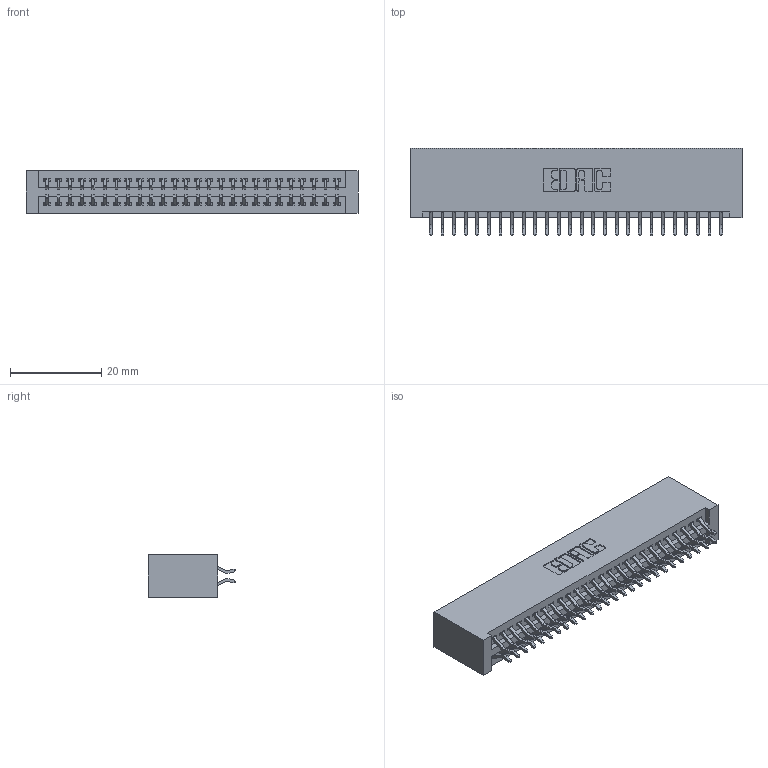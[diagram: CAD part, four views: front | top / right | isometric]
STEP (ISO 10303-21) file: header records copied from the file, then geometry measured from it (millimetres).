
FILE_DESCRIPTION (( 'STEP AP203' ), '1' );
FILE_NAME ('395-052-556-201.STEP', '2018-11-21T01:08:49', ( '' ), ( '' ), 'SwSTEP 2.0', 'SolidWorks 2016', '' );
FILE_SCHEMA (( 'CONFIG_CONTROL_DESIGN' ));
Length unit declared in the file: inch
Products named in the file (3): 345 Part_No Mounting Lugs; 395-052-556-201; 345-292-001_556 Tail
Assembly tree (53 placements, depth 2):
  395-052-556-201
    345 Part_No Mounting Lugs
    345-292-001_556 Tail  x52
Bounding box: 72.64 x 19.24 x 9.4 mm (x, y, z)
Volume: 7522 mm3; surface area: 11066.7 mm2
Topology: 53 solids, 53 shells, 3030 faces, 9001 edges, 5930 vertices
Faces by surface type: plane 2000, cylinder 1030
Entity records: 22497 total; most frequent: CARTESIAN_POINT 3800, ORIENTED_EDGE 3722, DIRECTION 3353, EDGE_CURVE 1861, LINE 1625, VECTOR 1625, VERTEX_POINT 1238, AXIS2_PLACEMENT_3D 864
